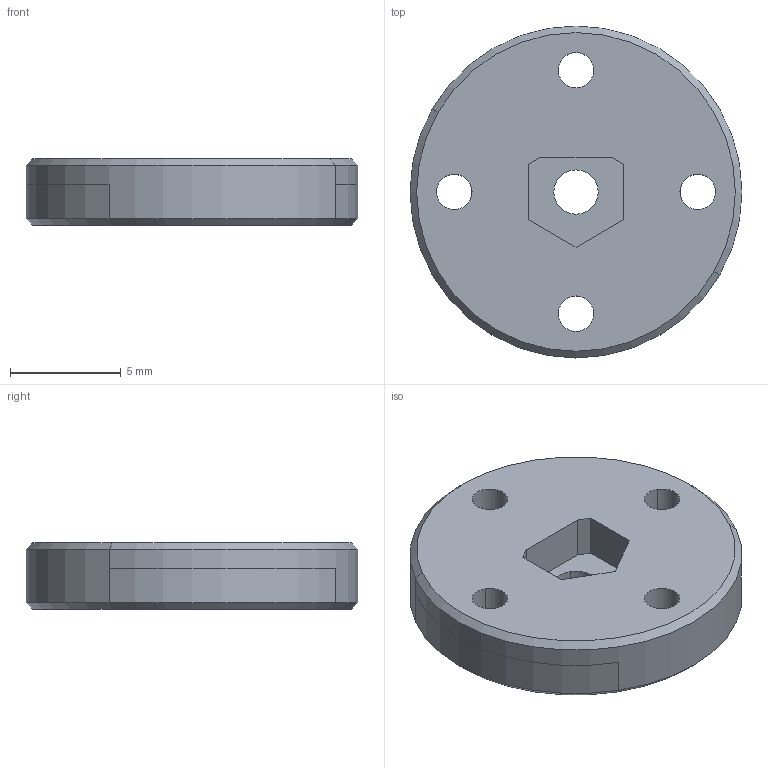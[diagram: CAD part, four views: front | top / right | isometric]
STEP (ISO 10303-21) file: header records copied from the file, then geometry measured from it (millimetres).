
FILE_DESCRIPTION (( 'STEP AP203' ), '1' );
FILE_NAME ('华馨京 10-15kg舵机系列主舵', '2025-06-20T08:00:29', ( 'Windows 用' ), ( '' ), 'SwSTEP 2.0', 'SolidWorks 2021', '' );
FILE_SCHEMA (( 'CONFIG_CONTROL_DESIGN' ));
Length unit declared in the file: millimetre
Products named in the file (1): 华馨京 10-15kg舵机系列主舵盘-3DD_÷___ì-3DD______¨_-3D
Bounding box: 15 x 15 x 3 mm (x, y, z)
Volume: 469.2 mm3; surface area: 550.5 mm2
Topology: 1 solids, 1 shells, 37 faces, 95 edges, 62 vertices
Faces by surface type: cylinder 17, plane 14, cone 6
Entity records: 1234 total; most frequent: DIRECTION 211, CARTESIAN_POINT 195, ORIENTED_EDGE 190, EDGE_CURVE 95, AXIS2_PLACEMENT_3D 78, VERTEX_POINT 62, VECTOR 55, LINE 55
